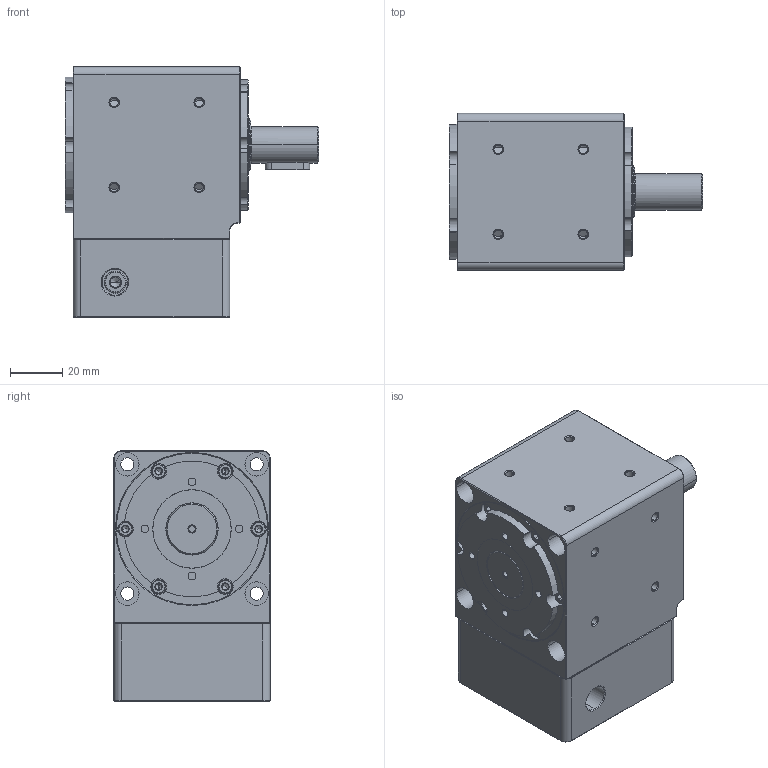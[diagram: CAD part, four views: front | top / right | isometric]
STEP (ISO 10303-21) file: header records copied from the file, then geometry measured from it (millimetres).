
FILE_DESCRIPTION((''),'2;1');
FILE_NAME('DR060-02_03-05_-14-30-50-70-M5_','2022-10-12T',('Administrator'),(''),'CREO PARAMETRIC BY PTC INC, 2018070','CREO PARAMETRIC BY PTC INC, 2018070','');
FILE_SCHEMA(('CONFIG_CONTROL_DESIGN'));
Length unit declared in the file: millimetre
Products named in the file (1): DR060-02_03-05_-14-30-50-70-M5_
Bounding box: 97.01 x 60 x 96 mm (x, y, z)
Volume: 330829.7 mm3; surface area: 58389.1 mm2
Topology: 1 solids, 15 shells, 1025 faces, 2418 edges, 1472 vertices
Faces by surface type: plane 376, cylinder 275, cone 260, torus 114
Entity records: 30699 total; most frequent: CARTESIAN_POINT 6572, DIRECTION 5499, ORIENTED_EDGE 4792, EDGE_CURVE 2396, AXIS2_PLACEMENT_3D 2323, VERTEX_POINT 1472, CIRCLE 1298, EDGE_LOOP 1136
